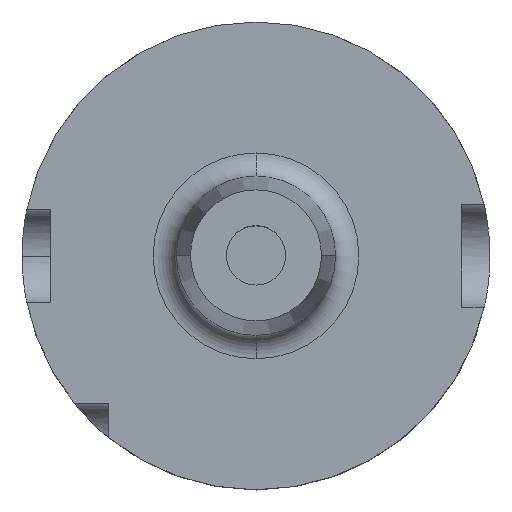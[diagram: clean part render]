
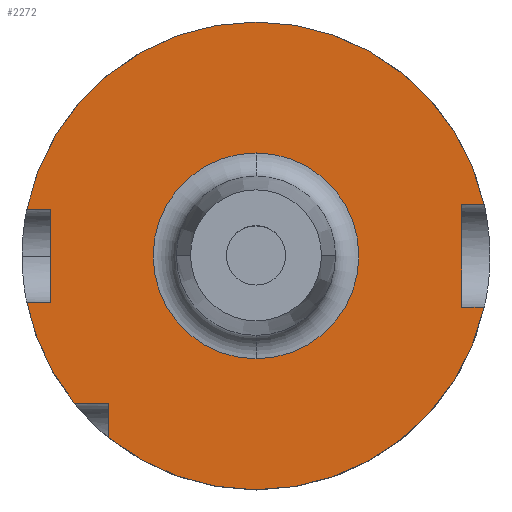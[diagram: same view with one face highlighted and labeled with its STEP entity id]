
A CAD part, top view. The second image highlights one B-rep face of the part: STEP entity #2272.
In plain terms, the highlighted planar face has unit normal (0, 0, 1).
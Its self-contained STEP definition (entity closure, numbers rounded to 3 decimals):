
#76 = VERTEX_POINT ( 'NONE', #246 ) ;
#84 = LINE ( 'NONE', #985, #1271 ) ;
#86 = EDGE_CURVE ( 'NONE', #1756, #2447, #973, .T. ) ;
#104 = CARTESIAN_POINT ( 'NONE',  ( 0., -22., 29. ) ) ;
#139 = DIRECTION ( 'NONE',  ( 1., 0., 0. ) ) ;
#163 = DIRECTION ( 'NONE',  ( 0., 0., -1. ) ) ;
#168 = CARTESIAN_POINT ( 'NONE',  ( -38.83, -31.5, 29. ) ) ;
#187 = EDGE_CURVE ( 'NONE', #2555, #248, #1785, .T. ) ;
#246 = CARTESIAN_POINT ( 'NONE',  ( 48.775, 11., 29. ) ) ;
#248 = VERTEX_POINT ( 'NONE', #1052 ) ;
#302 = VERTEX_POINT ( 'NONE', #1275 ) ;
#343 = CARTESIAN_POINT ( 'NONE',  ( 0., -11., 29. ) ) ;
#360 = VERTEX_POINT ( 'NONE', #2805 ) ;
#369 = VECTOR ( 'NONE', #1424, 1000. ) ;
#430 = ORIENTED_EDGE ( 'NONE', *, *, #719, .T. ) ;
#435 = DIRECTION ( 'NONE',  ( 0., 1., 0. ) ) ;
#440 = LINE ( 'NONE', #2427, #2656 ) ;
#456 = CARTESIAN_POINT ( 'NONE',  ( 48.775, -11., 29. ) ) ;
#493 = CARTESIAN_POINT ( 'NONE',  ( 44., -11., 29. ) ) ;
#563 = ORIENTED_EDGE ( 'NONE', *, *, #2322, .T. ) ;
#581 = CARTESIAN_POINT ( 'NONE',  ( 0., 0., 29. ) ) ;
#597 = VERTEX_POINT ( 'NONE', #2187 ) ;
#633 = VERTEX_POINT ( 'NONE', #2416 ) ;
#640 = ORIENTED_EDGE ( 'NONE', *, *, #86, .T. ) ;
#685 = EDGE_CURVE ( 'NONE', #360, #597, #904, .T. ) ;
#706 = DIRECTION ( 'NONE',  ( 0., 0., -1. ) ) ;
#719 = EDGE_CURVE ( 'NONE', #633, #1610, #440, .T. ) ;
#753 = ORIENTED_EDGE ( 'NONE', *, *, #685, .F. ) ;
#754 = AXIS2_PLACEMENT_3D ( 'NONE', #1776, #706, #776 ) ;
#776 = DIRECTION ( 'NONE',  ( 0., -1., 0. ) ) ;
#779 = ORIENTED_EDGE ( 'NONE', *, *, #187, .F. ) ;
#811 = DIRECTION ( 'NONE',  ( 0., 0., -1. ) ) ;
#814 = LINE ( 'NONE', #2497, #1959 ) ;
#823 = EDGE_CURVE ( 'NONE', #2695, #2555, #84, .T. ) ;
#851 = DIRECTION ( 'NONE',  ( 1., 0., 0. ) ) ;
#883 = CARTESIAN_POINT ( 'NONE',  ( 0., 11., 29. ) ) ;
#904 = LINE ( 'NONE', #493, #2548 ) ;
#914 = AXIS2_PLACEMENT_3D ( 'NONE', #1024, #1019, #991 ) ;
#925 = ORIENTED_EDGE ( 'NONE', *, *, #2330, .F. ) ;
#945 = LINE ( 'NONE', #1226, #2024 ) ;
#947 = LINE ( 'NONE', #343, #369 ) ;
#973 = CIRCLE ( 'NONE', #754, 22. ) ;
#979 = VERTEX_POINT ( 'NONE', #1978 ) ;
#985 = CARTESIAN_POINT ( 'NONE',  ( 0., -31.5, 29. ) ) ;
#991 = DIRECTION ( 'NONE',  ( 0., 1., 0. ) ) ;
#1000 = CARTESIAN_POINT ( 'NONE',  ( 0., 10., 29. ) ) ;
#1019 = DIRECTION ( 'NONE',  ( 0., 0., -1. ) ) ;
#1024 = CARTESIAN_POINT ( 'NONE',  ( 0., 0., 29. ) ) ;
#1052 = CARTESIAN_POINT ( 'NONE',  ( -48.99, -10., 29. ) ) ;
#1122 = ORIENTED_EDGE ( 'NONE', *, *, #2506, .F. ) ;
#1166 = LINE ( 'NONE', #1000, #1663 ) ;
#1168 = PLANE ( 'NONE',  #1354 ) ;
#1226 = CARTESIAN_POINT ( 'NONE',  ( -31.5, 0., 29. ) ) ;
#1271 = VECTOR ( 'NONE', #2809, 1000. ) ;
#1275 = CARTESIAN_POINT ( 'NONE',  ( -31.5, -38.83, 29. ) ) ;
#1278 = DIRECTION ( 'NONE',  ( 0., 0., -1. ) ) ;
#1289 = ORIENTED_EDGE ( 'NONE', *, *, #823, .F. ) ;
#1308 = AXIS2_PLACEMENT_3D ( 'NONE', #581, #163, #1822 ) ;
#1354 = AXIS2_PLACEMENT_3D ( 'NONE', #2062, #1541, #1481 ) ;
#1360 = DIRECTION ( 'NONE',  ( 0., 1., 0. ) ) ;
#1372 = EDGE_CURVE ( 'NONE', #633, #1697, #1166, .T. ) ;
#1417 = VECTOR ( 'NONE', #851, 1000. ) ;
#1424 = DIRECTION ( 'NONE',  ( -1., 0., 0. ) ) ;
#1454 = FACE_OUTER_BOUND ( 'NONE', #1655, .T. ) ;
#1481 = DIRECTION ( 'NONE',  ( 0., -1., 0. ) ) ;
#1541 = DIRECTION ( 'NONE',  ( 0., 0., 1. ) ) ;
#1549 = CIRCLE ( 'NONE', #1728, 50. ) ;
#1579 = ORIENTED_EDGE ( 'NONE', *, *, #1372, .F. ) ;
#1584 = ORIENTED_EDGE ( 'NONE', *, *, #2564, .F. ) ;
#1610 = VERTEX_POINT ( 'NONE', #1714 ) ;
#1612 = EDGE_CURVE ( 'NONE', #1901, #597, #947, .T. ) ;
#1655 = EDGE_LOOP ( 'NONE', ( #1289, #2269, #1584, #1682, #753, #2795, #2729, #1122, #1579, #430, #925, #779 ) ) ;
#1663 = VECTOR ( 'NONE', #2659, 1000. ) ;
#1682 = ORIENTED_EDGE ( 'NONE', *, *, #1612, .T. ) ;
#1697 = VERTEX_POINT ( 'NONE', #2662 ) ;
#1714 = CARTESIAN_POINT ( 'NONE',  ( -44., -10., 29. ) ) ;
#1728 = AXIS2_PLACEMENT_3D ( 'NONE', #1915, #1278, #1360 ) ;
#1756 = VERTEX_POINT ( 'NONE', #104 ) ;
#1776 = CARTESIAN_POINT ( 'NONE',  ( 0., 0., 29. ) ) ;
#1785 = CIRCLE ( 'NONE', #2065, 50. ) ;
#1822 = DIRECTION ( 'NONE',  ( 0., 1., 0. ) ) ;
#1900 = CIRCLE ( 'NONE', #2071, 22. ) ;
#1901 = VERTEX_POINT ( 'NONE', #456 ) ;
#1915 = CARTESIAN_POINT ( 'NONE',  ( 0., 0., 29. ) ) ;
#1959 = VECTOR ( 'NONE', #139, 1000. ) ;
#1978 = CARTESIAN_POINT ( 'NONE',  ( 0., 50., 29. ) ) ;
#2024 = VECTOR ( 'NONE', #435, 1000. ) ;
#2062 = CARTESIAN_POINT ( 'NONE',  ( 0., 0., 29. ) ) ;
#2065 = AXIS2_PLACEMENT_3D ( 'NONE', #2113, #811, #2323 ) ;
#2071 = AXIS2_PLACEMENT_3D ( 'NONE', #2284, #2095, #2661 ) ;
#2095 = DIRECTION ( 'NONE',  ( 0., 0., -1. ) ) ;
#2113 = CARTESIAN_POINT ( 'NONE',  ( 0., 0., 29. ) ) ;
#2138 = CIRCLE ( 'NONE', #1308, 50. ) ;
#2187 = CARTESIAN_POINT ( 'NONE',  ( 44., -11., 29. ) ) ;
#2233 = EDGE_CURVE ( 'NONE', #979, #76, #2726, .T. ) ;
#2266 = EDGE_CURVE ( 'NONE', #302, #2695, #945, .T. ) ;
#2269 = ORIENTED_EDGE ( 'NONE', *, *, #2266, .F. ) ;
#2272 = ADVANCED_FACE ( 'NONE', ( #2652, #1454 ), #1168, .T. ) ;
#2279 = CARTESIAN_POINT ( 'NONE',  ( 0., 22., 29. ) ) ;
#2284 = CARTESIAN_POINT ( 'NONE',  ( 0., 0., 29. ) ) ;
#2322 = EDGE_CURVE ( 'NONE', #2447, #1756, #1900, .T. ) ;
#2323 = DIRECTION ( 'NONE',  ( 0., 1., 0. ) ) ;
#2330 = EDGE_CURVE ( 'NONE', #248, #1610, #814, .T. ) ;
#2410 = CARTESIAN_POINT ( 'NONE',  ( -31.5, -31.5, 29. ) ) ;
#2416 = CARTESIAN_POINT ( 'NONE',  ( -44., 10., 29. ) ) ;
#2427 = CARTESIAN_POINT ( 'NONE',  ( -44., -10., 29. ) ) ;
#2433 = EDGE_LOOP ( 'NONE', ( #640, #563 ) ) ;
#2436 = DIRECTION ( 'NONE',  ( 0., -1., 0. ) ) ;
#2447 = VERTEX_POINT ( 'NONE', #2279 ) ;
#2497 = CARTESIAN_POINT ( 'NONE',  ( 0., -10., 29. ) ) ;
#2506 = EDGE_CURVE ( 'NONE', #1697, #979, #2138, .T. ) ;
#2548 = VECTOR ( 'NONE', #2641, 1000. ) ;
#2555 = VERTEX_POINT ( 'NONE', #168 ) ;
#2564 = EDGE_CURVE ( 'NONE', #1901, #302, #1549, .T. ) ;
#2569 = EDGE_CURVE ( 'NONE', #360, #76, #2625, .T. ) ;
#2625 = LINE ( 'NONE', #883, #1417 ) ;
#2641 = DIRECTION ( 'NONE',  ( 0., -1., 0. ) ) ;
#2652 = FACE_BOUND ( 'NONE', #2433, .T. ) ;
#2656 = VECTOR ( 'NONE', #2436, 1000. ) ;
#2659 = DIRECTION ( 'NONE',  ( -1., 0., 0. ) ) ;
#2661 = DIRECTION ( 'NONE',  ( 0., -1., 0. ) ) ;
#2662 = CARTESIAN_POINT ( 'NONE',  ( -48.99, 10., 29. ) ) ;
#2695 = VERTEX_POINT ( 'NONE', #2410 ) ;
#2726 = CIRCLE ( 'NONE', #914, 50. ) ;
#2729 = ORIENTED_EDGE ( 'NONE', *, *, #2233, .F. ) ;
#2795 = ORIENTED_EDGE ( 'NONE', *, *, #2569, .T. ) ;
#2805 = CARTESIAN_POINT ( 'NONE',  ( 44., 11., 29. ) ) ;
#2809 = DIRECTION ( 'NONE',  ( -1., 0., 0. ) ) ;
